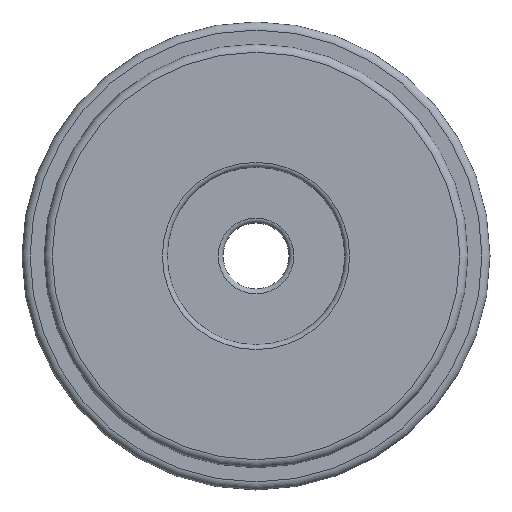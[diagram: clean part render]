
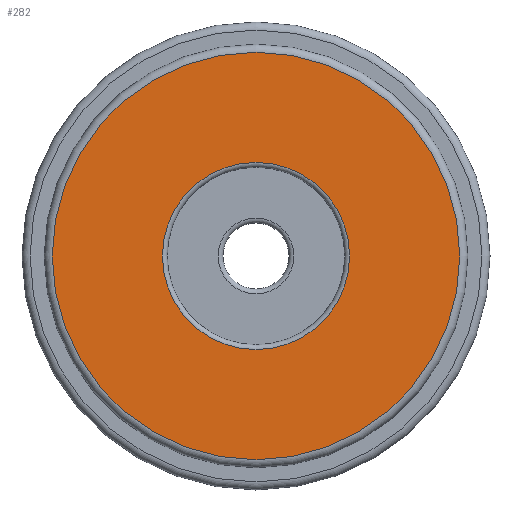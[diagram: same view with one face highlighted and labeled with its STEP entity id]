
A CAD part, front view. The second image highlights one B-rep face of the part: STEP entity #282.
In plain terms, the highlighted planar face has unit normal (0, -1, 0).
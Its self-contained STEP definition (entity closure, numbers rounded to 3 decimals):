
#21=FACE_BOUND('',#67,.T.);
#26=PLANE('',#331);
#48=FACE_OUTER_BOUND('',#66,.T.);
#66=EDGE_LOOP('',(#222,#223));
#67=EDGE_LOOP('',(#224,#225));
#91=CIRCLE('',#325,11.6);
#95=CIRCLE('',#329,11.6);
#96=CIRCLE('',#332,25.25);
#97=CIRCLE('',#333,25.25);
#126=VERTEX_POINT('',#509);
#127=VERTEX_POINT('',#510);
#130=VERTEX_POINT('',#521);
#131=VERTEX_POINT('',#522);
#159=EDGE_CURVE('',#126,#127,#91,.T.);
#163=EDGE_CURVE('',#127,#126,#95,.T.);
#165=EDGE_CURVE('',#130,#131,#96,.T.);
#166=EDGE_CURVE('',#131,#130,#97,.T.);
#222=ORIENTED_EDGE('',*,*,#165,.F.);
#223=ORIENTED_EDGE('',*,*,#166,.F.);
#224=ORIENTED_EDGE('',*,*,#159,.F.);
#225=ORIENTED_EDGE('',*,*,#163,.F.);
#282=ADVANCED_FACE('',(#48,#21),#26,.F.);
#325=AXIS2_PLACEMENT_3D('',#511,#403,#404);
#329=AXIS2_PLACEMENT_3D('',#517,#411,#412);
#331=AXIS2_PLACEMENT_3D('',#520,#416,#417);
#332=AXIS2_PLACEMENT_3D('',#523,#418,#419);
#333=AXIS2_PLACEMENT_3D('',#524,#420,#421);
#403=DIRECTION('center_axis',(0.,-1.,0.));
#404=DIRECTION('ref_axis',(1.,0.,0.));
#411=DIRECTION('center_axis',(0.,-1.,0.));
#412=DIRECTION('ref_axis',(1.,0.,0.));
#416=DIRECTION('center_axis',(0.,1.,0.));
#417=DIRECTION('ref_axis',(1.,0.,0.));
#418=DIRECTION('center_axis',(0.,1.,0.));
#419=DIRECTION('ref_axis',(1.,0.,0.));
#420=DIRECTION('center_axis',(0.,1.,0.));
#421=DIRECTION('ref_axis',(1.,0.,0.));
#509=CARTESIAN_POINT('',(-11.6,0.,0.));
#510=CARTESIAN_POINT('',(0.,0.,-11.6));
#511=CARTESIAN_POINT('Origin',(0.,0.,0.));
#517=CARTESIAN_POINT('Origin',(0.,0.,0.));
#520=CARTESIAN_POINT('Origin',(0.,0.,0.));
#521=CARTESIAN_POINT('',(-25.25,0.,0.));
#522=CARTESIAN_POINT('',(0.,0.,-25.25));
#523=CARTESIAN_POINT('Origin',(0.,0.,0.));
#524=CARTESIAN_POINT('Origin',(0.,0.,0.));
